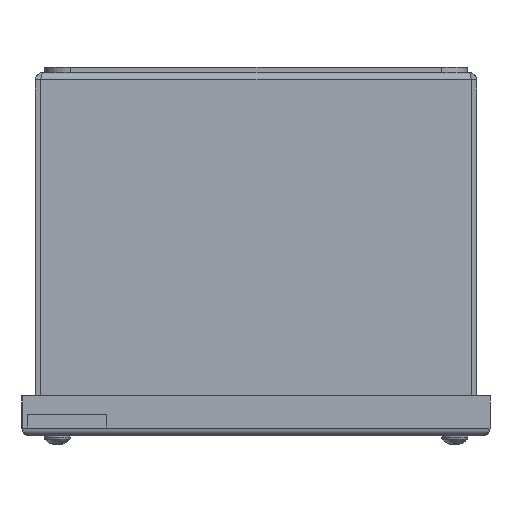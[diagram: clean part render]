
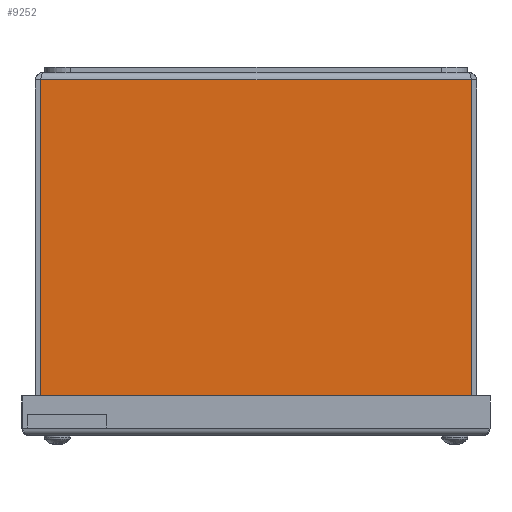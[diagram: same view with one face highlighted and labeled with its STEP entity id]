
A CAD part, front view. The second image highlights one B-rep face of the part: STEP entity #9252.
In plain terms, the highlighted planar face has unit normal (0, -1, 0).
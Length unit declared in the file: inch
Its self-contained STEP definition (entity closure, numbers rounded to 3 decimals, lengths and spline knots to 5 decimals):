
#1111=FACE_OUTER_BOUND('',#1664,.T.);
#1664=EDGE_LOOP('',(#7558,#7559,#7560,#7561));
#2539=LINE('',#15299,#3430);
#2549=LINE('',#15324,#3440);
#2550=LINE('',#15326,#3441);
#2551=LINE('',#15327,#3442);
#3430=VECTOR('',#11909,6.10059);
#3440=VECTOR('',#11941,4.5995);
#3441=VECTOR('',#11942,6.10059);
#3442=VECTOR('',#11943,4.5995);
#4243=VERTEX_POINT('',#15296);
#4244=VERTEX_POINT('',#15298);
#4248=VERTEX_POINT('',#15323);
#4249=VERTEX_POINT('',#15325);
#5374=EDGE_CURVE('',#4244,#4243,#2539,.T.);
#5387=EDGE_CURVE('',#4248,#4243,#2549,.T.);
#5388=EDGE_CURVE('',#4248,#4249,#2550,.T.);
#5389=EDGE_CURVE('',#4244,#4249,#2551,.T.);
#7558=ORIENTED_EDGE('',*,*,#5374,.T.);
#7559=ORIENTED_EDGE('',*,*,#5387,.F.);
#7560=ORIENTED_EDGE('',*,*,#5388,.T.);
#7561=ORIENTED_EDGE('',*,*,#5389,.F.);
#8454=PLANE('',#9928);
#9252=ADVANCED_FACE('',(#1111),#8454,.F.);
#9928=AXIS2_PLACEMENT_3D('',#15322,#11939,#11940);
#11909=DIRECTION('',(-1.,0.,0.));
#11939=DIRECTION('center_axis',(0.,1.,0.));
#11940=DIRECTION('ref_axis',(1.,0.,0.));
#11941=DIRECTION('',(0.,0.,1.));
#11942=DIRECTION('',(1.,0.,0.));
#11943=DIRECTION('',(0.,0.,-1.));
#15296=CARTESIAN_POINT('',(0.07471,0.,4.70475));
#15298=CARTESIAN_POINT('',(6.17529,0.,4.70475));
#15299=CARTESIAN_POINT('',(4.65015,0.,4.70475));
#15322=CARTESIAN_POINT('Origin',(3.125,0.,2.37622));
#15323=CARTESIAN_POINT('',(0.07471,0.,0.10525));
#15324=CARTESIAN_POINT('',(0.07471,0.,0.10525));
#15325=CARTESIAN_POINT('',(6.17529,0.,0.10525));
#15326=CARTESIAN_POINT('',(3.125,0.,0.10525));
#15327=CARTESIAN_POINT('',(6.17529,0.,0.10525));
